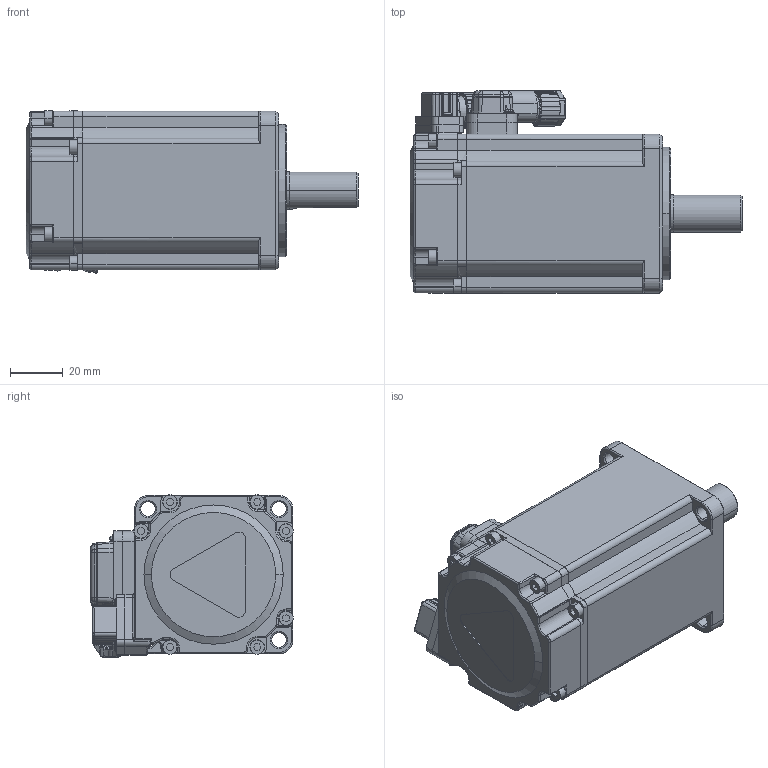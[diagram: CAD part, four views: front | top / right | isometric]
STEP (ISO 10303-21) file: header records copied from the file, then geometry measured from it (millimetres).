
FILE_DESCRIPTION (( 'STEP AP214' ), '1' );
FILE_NAME ('蚾饜极96儂褲400W.STEP', '2022-12-30T03:13:19', ( 'Win7_64' ), ( 'Win7_64' ), 'SwSTEP 2.0', 'SolidWorks 2014', '' );
FILE_SCHEMA (( 'AUTOMOTIVE_DESIGN' ));
Length unit declared in the file: millimetre
Products named in the file (9): jack-mc1x6pinhai_t1_sw0005; HN04.06.017A3 1040096 儂褲; 蚾饜极96儂褲400W; GB／T70．1-2000内六角圆柱头螺钉M3×10; 1010328; plug-mc7pina1-2secw_t0-晤鎢ん(堤珋裔); 60#晤鎢ん欶赽(1); 1020134綴傷裔; plug-mc1x6shai_t0_sw0006
Assembly tree (15 placements, depth 2):
  蚾饜极96儂褲400W
    HN04.06.017A3 1040096 儂褲
    jack-mc1x6pinhai_t1_sw0005
    plug-mc1x6shai_t0_sw0006
    1020134綴傷裔
    60#晤鎢ん欶赽(1)
    plug-mc7pina1-2secw_t0-晤鎢ん(堤珋裔)
    1010328
    GB／T70．1-2000内六角圆柱头螺钉M3×10  x8
Bounding box: 125.5 x 76.68 x 61.42 mm (x, y, z)
Volume: 370187 mm3; surface area: 62852.4 mm2
Topology: 14 solids, 16 shells, 2748 faces, 7178 edges, 4474 vertices
Faces by surface type: plane 1182, cylinder 873, bspline 445, torus 145, cone 103
Entity records: 101398 total; most frequent: CARTESIAN_POINT 38629, ORIENTED_EDGE 13658, DIRECTION 10823, EDGE_CURVE 6833, VERTEX_POINT 4292, LINE 3729, VECTOR 3729, AXIS2_PLACEMENT_3D 3547
